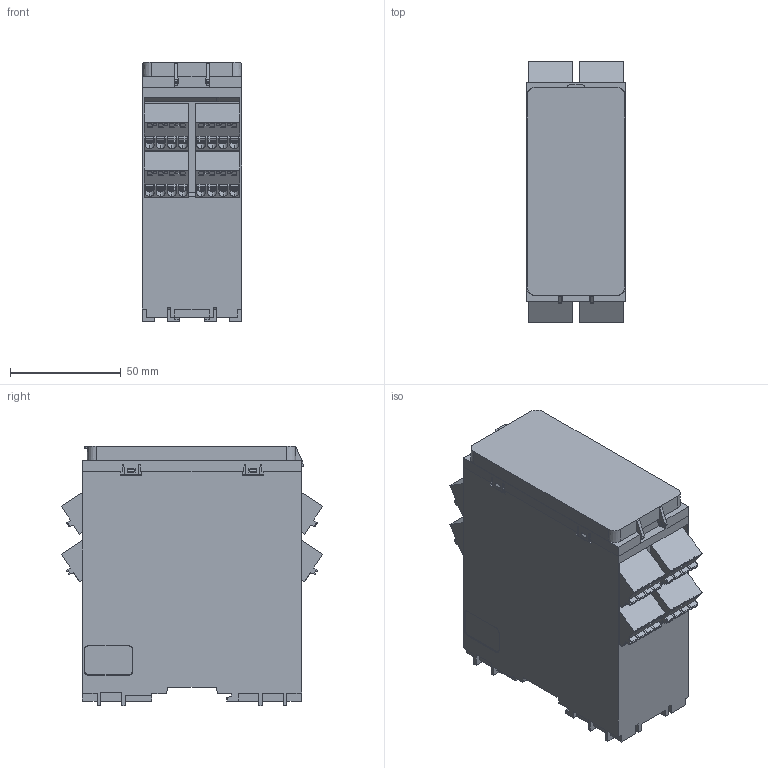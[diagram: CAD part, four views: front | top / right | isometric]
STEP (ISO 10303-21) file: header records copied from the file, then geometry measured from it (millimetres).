
FILE_DESCRIPTION (( 'STEP AP214' ), '1' );
FILE_NAME ('HR6S-[DN1C][AT1C].STEP', '2020-11-13T05:13:59', ( 'IDEC' ), ( 'IDEC' ), 'SwSTEP 2.0', 'SolidWorks 2019', '' );
FILE_SCHEMA (( 'AUTOMOTIVE_DESIGN' ));
Length unit declared in the file: millimetre
Products named in the file (1): HR6S-[DN1C][AT1C]
Bounding box: 45.12 x 117.99 x 117.2 mm (x, y, z)
Volume: 509732.2 mm3; surface area: 54155.2 mm2
Topology: 1 solids, 1 shells, 1331 faces, 3453 edges, 2291 vertices
Faces by surface type: plane 1047, cylinder 276, cone 8
Entity records: 40361 total; most frequent: CARTESIAN_POINT 7226, ORIENTED_EDGE 6906, DIRECTION 6619, EDGE_CURVE 3453, LINE 2851, VECTOR 2851, VERTEX_POINT 2291, AXIS2_PLACEMENT_3D 1884
